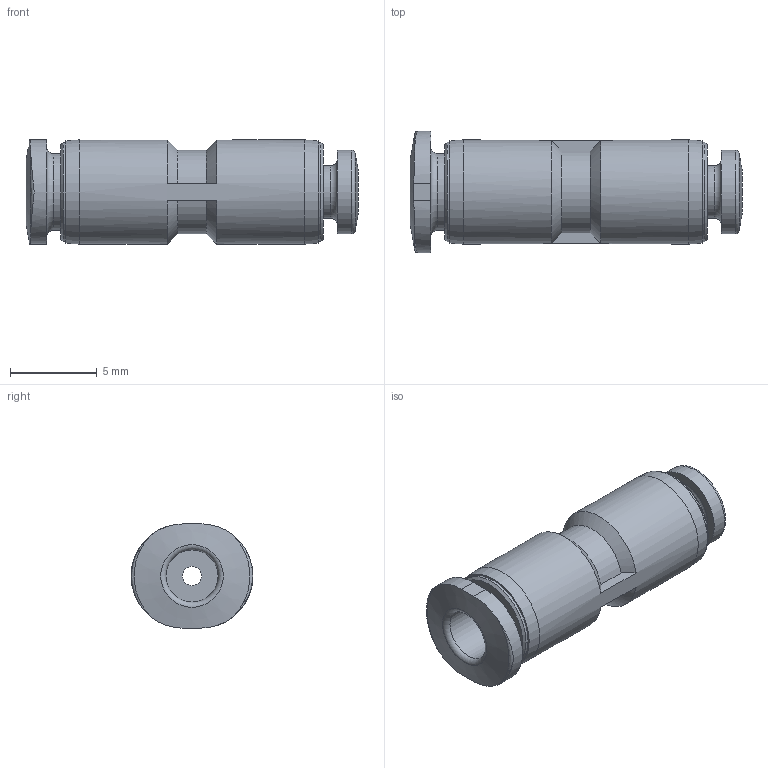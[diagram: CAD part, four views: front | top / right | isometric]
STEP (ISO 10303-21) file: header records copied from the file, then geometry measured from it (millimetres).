
FILE_DESCRIPTION(/* description */ ('STEP AP214'),/* implementation_level */ '2;1');
FILE_NAME(/* name */ '133029_QSM-3-2',/* time_stamp */ '2024-09-11T11:44:32+02:00',/* author */ ('License CC BY-ND 4.0'),/* organization */ ('CADENAS'),/* preprocessor_version */ 'ST-DEVELOPER v19.3',/* originating_system */ 'PARTsolutions',/* authorisation */ ' ');
FILE_SCHEMA (('AUTOMOTIVE_DESIGN {1 0 10303 214 3 1 1}'));
Length unit declared in the file: millimetre
Products named in the file (1): 133029 QSM-3-2
Bounding box: 19.1 x 7 x 6 mm (x, y, z)
Volume: 386.1 mm3; surface area: 590.3 mm2
Topology: 1 solids, 1 shells, 44 faces, 97 edges, 62 vertices
Faces by surface type: plane 14, cylinder 13, cone 10, torus 7
Full cylindrical faces by diameter (mm): 1.1 x1, 2 x1, 3 x2, 4.4 x1, 4.8 x1, 5.7 x2, 6 x1
Entity records: 1421 total; most frequent: CARTESIAN_POINT 227, DIRECTION 182, ORIENTED_EDGE 142, AXIS2_PLACEMENT_3D 84, EDGE_LOOP 74, FACE_BOUND 74, EDGE_CURVE 71, VERTEX_POINT 57
